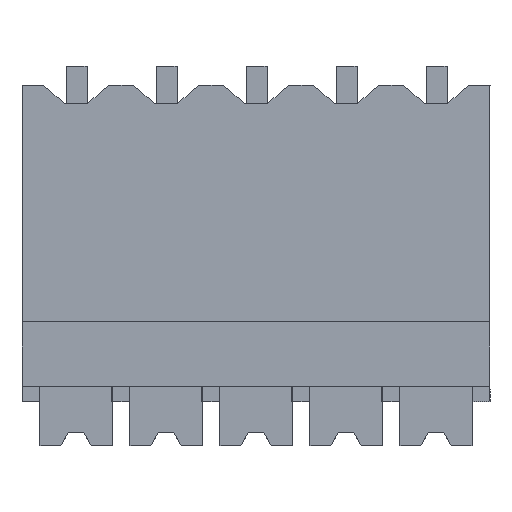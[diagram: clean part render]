
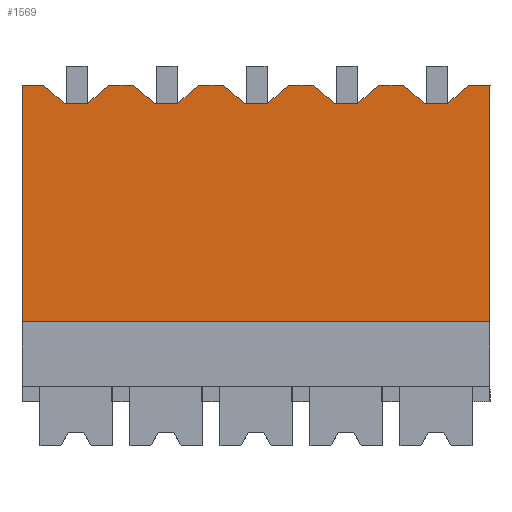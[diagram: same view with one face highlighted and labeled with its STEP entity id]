
A CAD part, top view. The second image highlights one B-rep face of the part: STEP entity #1569.
In plain terms, the highlighted planar face has unit normal (0, 0, 1).
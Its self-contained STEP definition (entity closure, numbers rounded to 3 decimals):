
#1357=AXIS2_PLACEMENT_3D('Plane Axis2P3D',#1354,#1355,#1356) ;
#119=CARTESIAN_POINT('Vertex',(0.,4.8,8.9)) ;
#122=CARTESIAN_POINT('Line Origine',(0.,9.4,8.9)) ;
#126=CARTESIAN_POINT('Vertex',(0.,14.,8.9)) ;
#1339=CARTESIAN_POINT('Vertex',(18.2,4.8,8.9)) ;
#1342=CARTESIAN_POINT('Line Origine',(9.1,4.8,8.9)) ;
#1354=CARTESIAN_POINT('Axis2P3D Location',(3.5,4.8,8.9)) ;
#1359=CARTESIAN_POINT('Line Origine',(18.2,9.4,8.9)) ;
#1363=CARTESIAN_POINT('Vertex',(18.2,14.,8.9)) ;
#1366=CARTESIAN_POINT('Line Origine',(17.78,14.,8.9)) ;
#1370=CARTESIAN_POINT('Vertex',(17.359,14.,8.9)) ;
#1373=CARTESIAN_POINT('Line Origine',(16.959,13.65,8.9)) ;
#1377=CARTESIAN_POINT('Vertex',(16.559,13.3,8.9)) ;
#1380=CARTESIAN_POINT('Line Origine',(16.101,13.3,8.9)) ;
#1384=CARTESIAN_POINT('Vertex',(15.642,13.3,8.9)) ;
#1387=CARTESIAN_POINT('Line Origine',(15.242,13.65,8.9)) ;
#1391=CARTESIAN_POINT('Vertex',(14.842,14.,8.9)) ;
#1394=CARTESIAN_POINT('Line Origine',(14.596,14.,8.9)) ;
#1398=CARTESIAN_POINT('Vertex',(14.35,14.,8.9)) ;
#1401=CARTESIAN_POINT('Line Origine',(14.105,14.,8.9)) ;
#1405=CARTESIAN_POINT('Vertex',(13.859,14.,8.9)) ;
#1408=CARTESIAN_POINT('Line Origine',(13.459,13.65,8.9)) ;
#1412=CARTESIAN_POINT('Vertex',(13.059,13.3,8.9)) ;
#1415=CARTESIAN_POINT('Line Origine',(12.601,13.3,8.9)) ;
#1419=CARTESIAN_POINT('Vertex',(12.142,13.3,8.9)) ;
#1422=CARTESIAN_POINT('Line Origine',(11.742,13.65,8.9)) ;
#1426=CARTESIAN_POINT('Vertex',(11.342,14.,8.9)) ;
#1429=CARTESIAN_POINT('Line Origine',(11.096,14.,8.9)) ;
#1433=CARTESIAN_POINT('Vertex',(10.85,14.,8.9)) ;
#1436=CARTESIAN_POINT('Line Origine',(10.605,14.,8.9)) ;
#1440=CARTESIAN_POINT('Vertex',(10.359,14.,8.9)) ;
#1443=CARTESIAN_POINT('Line Origine',(9.959,13.65,8.9)) ;
#1447=CARTESIAN_POINT('Vertex',(9.559,13.3,8.9)) ;
#1450=CARTESIAN_POINT('Line Origine',(9.101,13.3,8.9)) ;
#1454=CARTESIAN_POINT('Vertex',(8.642,13.3,8.9)) ;
#1457=CARTESIAN_POINT('Line Origine',(8.242,13.65,8.9)) ;
#1461=CARTESIAN_POINT('Vertex',(7.842,14.,8.9)) ;
#1464=CARTESIAN_POINT('Line Origine',(7.596,14.,8.9)) ;
#1468=CARTESIAN_POINT('Vertex',(7.35,14.,8.9)) ;
#1471=CARTESIAN_POINT('Line Origine',(7.105,14.,8.9)) ;
#1475=CARTESIAN_POINT('Vertex',(6.859,14.,8.9)) ;
#1478=CARTESIAN_POINT('Line Origine',(6.459,13.65,8.9)) ;
#1482=CARTESIAN_POINT('Vertex',(6.059,13.3,8.9)) ;
#1485=CARTESIAN_POINT('Line Origine',(5.601,13.3,8.9)) ;
#1489=CARTESIAN_POINT('Vertex',(5.142,13.3,8.9)) ;
#1492=CARTESIAN_POINT('Line Origine',(4.742,13.65,8.9)) ;
#1496=CARTESIAN_POINT('Vertex',(4.342,14.,8.9)) ;
#1499=CARTESIAN_POINT('Line Origine',(4.096,14.,8.9)) ;
#1503=CARTESIAN_POINT('Vertex',(3.85,14.,8.9)) ;
#1506=CARTESIAN_POINT('Line Origine',(3.605,14.,8.9)) ;
#1510=CARTESIAN_POINT('Vertex',(3.359,14.,8.9)) ;
#1513=CARTESIAN_POINT('Line Origine',(2.959,13.65,8.9)) ;
#1517=CARTESIAN_POINT('Vertex',(2.559,13.3,8.9)) ;
#1520=CARTESIAN_POINT('Line Origine',(2.101,13.3,8.9)) ;
#1524=CARTESIAN_POINT('Vertex',(1.642,13.3,8.9)) ;
#1527=CARTESIAN_POINT('Line Origine',(1.242,13.65,8.9)) ;
#1531=CARTESIAN_POINT('Vertex',(0.842,14.,8.9)) ;
#1534=CARTESIAN_POINT('Line Origine',(0.421,14.,8.9)) ;
#123=DIRECTION('Vector Direction',(0.,1.,0.)) ;
#1343=DIRECTION('Vector Direction',(1.,0.,0.)) ;
#1355=DIRECTION('Axis2P3D Direction',(0.,0.,-1.)) ;
#1356=DIRECTION('Axis2P3D XDirection',(0.,1.,0.)) ;
#1360=DIRECTION('Vector Direction',(0.,1.,0.)) ;
#1367=DIRECTION('Vector Direction',(1.,0.,0.)) ;
#1374=DIRECTION('Vector Direction',(0.753,0.659,0.)) ;
#1381=DIRECTION('Vector Direction',(1.,0.,0.)) ;
#1388=DIRECTION('Vector Direction',(0.753,-0.659,0.)) ;
#1395=DIRECTION('Vector Direction',(1.,0.,0.)) ;
#1402=DIRECTION('Vector Direction',(1.,0.,0.)) ;
#1409=DIRECTION('Vector Direction',(0.753,0.659,0.)) ;
#1416=DIRECTION('Vector Direction',(1.,0.,0.)) ;
#1423=DIRECTION('Vector Direction',(0.753,-0.659,0.)) ;
#1430=DIRECTION('Vector Direction',(1.,0.,0.)) ;
#1437=DIRECTION('Vector Direction',(1.,0.,0.)) ;
#1444=DIRECTION('Vector Direction',(0.753,0.659,0.)) ;
#1451=DIRECTION('Vector Direction',(1.,0.,0.)) ;
#1458=DIRECTION('Vector Direction',(0.753,-0.659,0.)) ;
#1465=DIRECTION('Vector Direction',(1.,0.,0.)) ;
#1472=DIRECTION('Vector Direction',(1.,0.,0.)) ;
#1479=DIRECTION('Vector Direction',(0.753,0.659,0.)) ;
#1486=DIRECTION('Vector Direction',(1.,0.,0.)) ;
#1493=DIRECTION('Vector Direction',(0.753,-0.659,0.)) ;
#1500=DIRECTION('Vector Direction',(1.,0.,0.)) ;
#1507=DIRECTION('Vector Direction',(1.,0.,0.)) ;
#1514=DIRECTION('Vector Direction',(0.753,0.659,0.)) ;
#1521=DIRECTION('Vector Direction',(1.,0.,0.)) ;
#1528=DIRECTION('Vector Direction',(0.753,-0.659,0.)) ;
#1535=DIRECTION('Vector Direction',(1.,0.,0.)) ;
#124=VECTOR('Line Direction',#123,1.) ;
#1344=VECTOR('Line Direction',#1343,1.) ;
#1361=VECTOR('Line Direction',#1360,1.) ;
#1368=VECTOR('Line Direction',#1367,1.) ;
#1375=VECTOR('Line Direction',#1374,1.) ;
#1382=VECTOR('Line Direction',#1381,1.) ;
#1389=VECTOR('Line Direction',#1388,1.) ;
#1396=VECTOR('Line Direction',#1395,1.) ;
#1403=VECTOR('Line Direction',#1402,1.) ;
#1410=VECTOR('Line Direction',#1409,1.) ;
#1417=VECTOR('Line Direction',#1416,1.) ;
#1424=VECTOR('Line Direction',#1423,1.) ;
#1431=VECTOR('Line Direction',#1430,1.) ;
#1438=VECTOR('Line Direction',#1437,1.) ;
#1445=VECTOR('Line Direction',#1444,1.) ;
#1452=VECTOR('Line Direction',#1451,1.) ;
#1459=VECTOR('Line Direction',#1458,1.) ;
#1466=VECTOR('Line Direction',#1465,1.) ;
#1473=VECTOR('Line Direction',#1472,1.) ;
#1480=VECTOR('Line Direction',#1479,1.) ;
#1487=VECTOR('Line Direction',#1486,1.) ;
#1494=VECTOR('Line Direction',#1493,1.) ;
#1501=VECTOR('Line Direction',#1500,1.) ;
#1508=VECTOR('Line Direction',#1507,1.) ;
#1515=VECTOR('Line Direction',#1514,1.) ;
#1522=VECTOR('Line Direction',#1521,1.) ;
#1529=VECTOR('Line Direction',#1528,1.) ;
#1536=VECTOR('Line Direction',#1535,1.) ;
#1540=ORIENTED_EDGE('',*,*,#1346,.T.) ;
#1541=ORIENTED_EDGE('',*,*,#1365,.T.) ;
#1542=ORIENTED_EDGE('',*,*,#1372,.F.) ;
#1543=ORIENTED_EDGE('',*,*,#1379,.F.) ;
#1544=ORIENTED_EDGE('',*,*,#1386,.F.) ;
#1545=ORIENTED_EDGE('',*,*,#1393,.F.) ;
#1546=ORIENTED_EDGE('',*,*,#1400,.F.) ;
#1547=ORIENTED_EDGE('',*,*,#1407,.F.) ;
#1548=ORIENTED_EDGE('',*,*,#1414,.F.) ;
#1549=ORIENTED_EDGE('',*,*,#1421,.F.) ;
#1550=ORIENTED_EDGE('',*,*,#1428,.F.) ;
#1551=ORIENTED_EDGE('',*,*,#1435,.F.) ;
#1552=ORIENTED_EDGE('',*,*,#1442,.F.) ;
#1553=ORIENTED_EDGE('',*,*,#1449,.F.) ;
#1554=ORIENTED_EDGE('',*,*,#1456,.F.) ;
#1555=ORIENTED_EDGE('',*,*,#1463,.F.) ;
#1556=ORIENTED_EDGE('',*,*,#1470,.F.) ;
#1557=ORIENTED_EDGE('',*,*,#1477,.F.) ;
#1558=ORIENTED_EDGE('',*,*,#1484,.F.) ;
#1559=ORIENTED_EDGE('',*,*,#1491,.F.) ;
#1560=ORIENTED_EDGE('',*,*,#1498,.F.) ;
#1561=ORIENTED_EDGE('',*,*,#1505,.F.) ;
#1562=ORIENTED_EDGE('',*,*,#1512,.F.) ;
#1563=ORIENTED_EDGE('',*,*,#1519,.F.) ;
#1564=ORIENTED_EDGE('',*,*,#1526,.F.) ;
#1565=ORIENTED_EDGE('',*,*,#1533,.F.) ;
#1566=ORIENTED_EDGE('',*,*,#1538,.F.) ;
#1567=ORIENTED_EDGE('',*,*,#128,.F.) ;
#1569=ADVANCED_FACE('HOUSING',(#1568),#1358,.F.) ;
#128=EDGE_CURVE('',#120,#127,#125,.T.) ;
#1346=EDGE_CURVE('',#120,#1340,#1345,.T.) ;
#1365=EDGE_CURVE('',#1340,#1364,#1362,.T.) ;
#1372=EDGE_CURVE('',#1371,#1364,#1369,.T.) ;
#1379=EDGE_CURVE('',#1378,#1371,#1376,.T.) ;
#1386=EDGE_CURVE('',#1385,#1378,#1383,.T.) ;
#1393=EDGE_CURVE('',#1392,#1385,#1390,.T.) ;
#1400=EDGE_CURVE('',#1399,#1392,#1397,.T.) ;
#1407=EDGE_CURVE('',#1406,#1399,#1404,.T.) ;
#1414=EDGE_CURVE('',#1413,#1406,#1411,.T.) ;
#1421=EDGE_CURVE('',#1420,#1413,#1418,.T.) ;
#1428=EDGE_CURVE('',#1427,#1420,#1425,.T.) ;
#1435=EDGE_CURVE('',#1434,#1427,#1432,.T.) ;
#1442=EDGE_CURVE('',#1441,#1434,#1439,.T.) ;
#1449=EDGE_CURVE('',#1448,#1441,#1446,.T.) ;
#1456=EDGE_CURVE('',#1455,#1448,#1453,.T.) ;
#1463=EDGE_CURVE('',#1462,#1455,#1460,.T.) ;
#1470=EDGE_CURVE('',#1469,#1462,#1467,.T.) ;
#1477=EDGE_CURVE('',#1476,#1469,#1474,.T.) ;
#1484=EDGE_CURVE('',#1483,#1476,#1481,.T.) ;
#1491=EDGE_CURVE('',#1490,#1483,#1488,.T.) ;
#1498=EDGE_CURVE('',#1497,#1490,#1495,.T.) ;
#1505=EDGE_CURVE('',#1504,#1497,#1502,.T.) ;
#1512=EDGE_CURVE('',#1511,#1504,#1509,.T.) ;
#1519=EDGE_CURVE('',#1518,#1511,#1516,.T.) ;
#1526=EDGE_CURVE('',#1525,#1518,#1523,.T.) ;
#1533=EDGE_CURVE('',#1532,#1525,#1530,.T.) ;
#1538=EDGE_CURVE('',#127,#1532,#1537,.T.) ;
#1539=EDGE_LOOP('',(#1540,#1541,#1542,#1543,#1544,#1545,#1546,#1547,#1548,#1549,#1550,#1551,#1552,#1553,#1554,#1555,#1556,#1557,#1558,#1559,#1560,#1561,#1562,#1563,#1564,#1565,#1566,#1567)) ;
#1568=FACE_OUTER_BOUND('',#1539,.T.) ;
#125=LINE('Line',#122,#124) ;
#1345=LINE('Line',#1342,#1344) ;
#1362=LINE('Line',#1359,#1361) ;
#1369=LINE('Line',#1366,#1368) ;
#1376=LINE('Line',#1373,#1375) ;
#1383=LINE('Line',#1380,#1382) ;
#1390=LINE('Line',#1387,#1389) ;
#1397=LINE('Line',#1394,#1396) ;
#1404=LINE('Line',#1401,#1403) ;
#1411=LINE('Line',#1408,#1410) ;
#1418=LINE('Line',#1415,#1417) ;
#1425=LINE('Line',#1422,#1424) ;
#1432=LINE('Line',#1429,#1431) ;
#1439=LINE('Line',#1436,#1438) ;
#1446=LINE('Line',#1443,#1445) ;
#1453=LINE('Line',#1450,#1452) ;
#1460=LINE('Line',#1457,#1459) ;
#1467=LINE('Line',#1464,#1466) ;
#1474=LINE('Line',#1471,#1473) ;
#1481=LINE('Line',#1478,#1480) ;
#1488=LINE('Line',#1485,#1487) ;
#1495=LINE('Line',#1492,#1494) ;
#1502=LINE('Line',#1499,#1501) ;
#1509=LINE('Line',#1506,#1508) ;
#1516=LINE('Line',#1513,#1515) ;
#1523=LINE('Line',#1520,#1522) ;
#1530=LINE('Line',#1527,#1529) ;
#1537=LINE('Line',#1534,#1536) ;
#1358=PLANE('',#1357) ;
#120=VERTEX_POINT('',#119) ;
#127=VERTEX_POINT('',#126) ;
#1340=VERTEX_POINT('',#1339) ;
#1364=VERTEX_POINT('',#1363) ;
#1371=VERTEX_POINT('',#1370) ;
#1378=VERTEX_POINT('',#1377) ;
#1385=VERTEX_POINT('',#1384) ;
#1392=VERTEX_POINT('',#1391) ;
#1399=VERTEX_POINT('',#1398) ;
#1406=VERTEX_POINT('',#1405) ;
#1413=VERTEX_POINT('',#1412) ;
#1420=VERTEX_POINT('',#1419) ;
#1427=VERTEX_POINT('',#1426) ;
#1434=VERTEX_POINT('',#1433) ;
#1441=VERTEX_POINT('',#1440) ;
#1448=VERTEX_POINT('',#1447) ;
#1455=VERTEX_POINT('',#1454) ;
#1462=VERTEX_POINT('',#1461) ;
#1469=VERTEX_POINT('',#1468) ;
#1476=VERTEX_POINT('',#1475) ;
#1483=VERTEX_POINT('',#1482) ;
#1490=VERTEX_POINT('',#1489) ;
#1497=VERTEX_POINT('',#1496) ;
#1504=VERTEX_POINT('',#1503) ;
#1511=VERTEX_POINT('',#1510) ;
#1518=VERTEX_POINT('',#1517) ;
#1525=VERTEX_POINT('',#1524) ;
#1532=VERTEX_POINT('',#1531) ;
